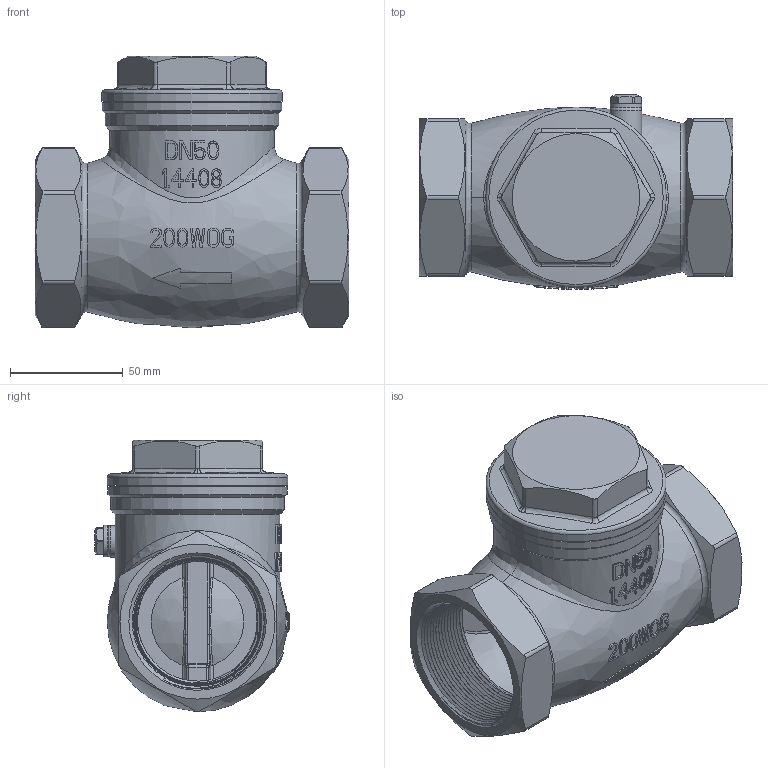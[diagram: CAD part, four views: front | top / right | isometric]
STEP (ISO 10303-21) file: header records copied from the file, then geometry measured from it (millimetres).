
FILE_DESCRIPTION((''),'2;1');
FILE_NAME('RK600050.stp','2022-02-09T08:43:23',('RL'),(''),'Autodesk Inventor 2012','Autodesk Inventor 2012','');
FILE_SCHEMA(('AUTOMOTIVE_DESIGN { 1 0 10303 214 1 1 1 1 }'));
Length unit declared in the file: millimetre
Products named in the file (1): RK600050
Bounding box: 139.1 x 86.3 x 120.4 mm (x, y, z)
Volume: 270557.8 mm3; surface area: 121852.7 mm2
Topology: 7 solids, 7 shells, 970 faces, 2802 edges, 1869 vertices
Faces by surface type: plane 574, bspline 160, cylinder 144, cone 41, torus 32, sphere 18, revolution 1
Full cylindrical faces by diameter (mm): 5 x16, 5.8 x9, 7.5 x1, 11.5 x1, 14 x2, 45.5 x1, 50 x1, 51 x1, 56.5 x1, 57.7 x1, 65 x1, 66.7 x1, 68 x12, 69.2 x1, 71.5 x1, 72 x1, 73 x1, 77 x1, 79.6 x1, 80 x1
Entity records: 65925 total; most frequent: CARTESIAN_POINT 43456, ORIENTED_EDGE 5138, DIRECTION 4190, EDGE_CURVE 2569, VERTEX_POINT 1757, AXIS2_PLACEMENT_3D 1703, EDGE_LOOP 1032, FACE_OUTER_BOUND 922
